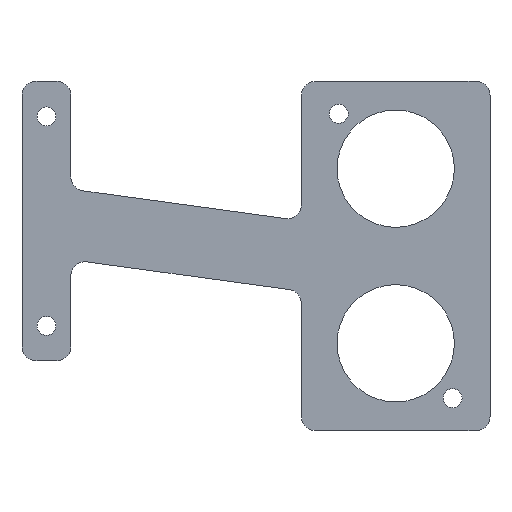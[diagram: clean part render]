
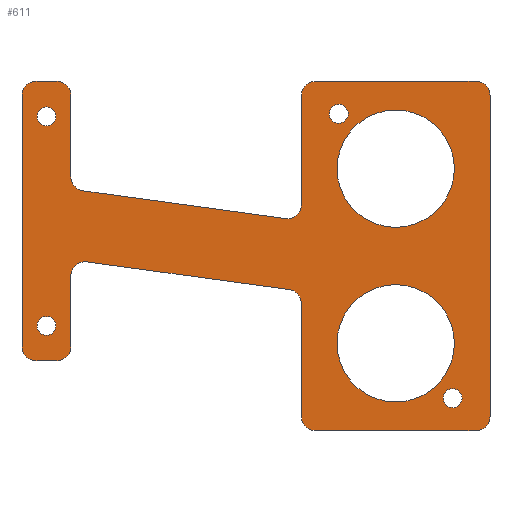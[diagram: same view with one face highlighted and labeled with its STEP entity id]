
A CAD part, front view. The second image highlights one B-rep face of the part: STEP entity #611.
In plain terms, the highlighted planar face has unit normal (0, -1, 0).
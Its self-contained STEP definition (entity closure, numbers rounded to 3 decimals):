
#15=FACE_BOUND('',#76,.T.);
#16=FACE_BOUND('',#77,.T.);
#17=FACE_BOUND('',#78,.T.);
#18=FACE_BOUND('',#79,.T.);
#19=FACE_BOUND('',#80,.T.);
#20=FACE_BOUND('',#81,.T.);
#28=PLANE('',#668);
#43=FACE_OUTER_BOUND('',#75,.T.);
#75=EDGE_LOOP('',(#419,#420,#421,#422,#423,#424,#425,#426,#427,#428,#429,
#430,#431,#432,#433,#434,#435,#436,#437,#438,#439,#440,#441,#442));
#76=EDGE_LOOP('',(#443));
#77=EDGE_LOOP('',(#444));
#78=EDGE_LOOP('',(#445));
#79=EDGE_LOOP('',(#446));
#80=EDGE_LOOP('',(#447));
#81=EDGE_LOOP('',(#448));
#119=LINE('',#936,#173);
#122=LINE('',#942,#176);
#123=LINE('',#946,#177);
#124=LINE('',#950,#178);
#125=LINE('',#954,#179);
#126=LINE('',#958,#180);
#127=LINE('',#962,#181);
#128=LINE('',#966,#182);
#129=LINE('',#970,#183);
#130=LINE('',#974,#184);
#131=LINE('',#978,#185);
#132=LINE('',#982,#186);
#173=VECTOR('',#744,10.);
#176=VECTOR('',#749,10.);
#177=VECTOR('',#752,10.);
#178=VECTOR('',#755,10.);
#179=VECTOR('',#758,10.);
#180=VECTOR('',#761,10.);
#181=VECTOR('',#764,10.);
#182=VECTOR('',#767,10.);
#183=VECTOR('',#770,10.);
#184=VECTOR('',#773,10.);
#185=VECTOR('',#776,10.);
#186=VECTOR('',#779,10.);
#226=CIRCLE('',#666,2.);
#227=CIRCLE('',#669,2.);
#228=CIRCLE('',#670,2.);
#229=CIRCLE('',#671,2.);
#230=CIRCLE('',#672,2.);
#231=CIRCLE('',#673,2.);
#232=CIRCLE('',#674,2.);
#233=CIRCLE('',#675,2.);
#234=CIRCLE('',#676,2.);
#235=CIRCLE('',#677,2.);
#236=CIRCLE('',#678,2.);
#237=CIRCLE('',#679,2.);
#238=CIRCLE('',#680,1.35);
#239=CIRCLE('',#681,1.35);
#240=CIRCLE('',#682,8.4);
#241=CIRCLE('',#683,8.4);
#242=CIRCLE('',#684,1.35);
#243=CIRCLE('',#685,1.35);
#263=VERTEX_POINT('',#929);
#264=VERTEX_POINT('',#931);
#265=VERTEX_POINT('',#935);
#267=VERTEX_POINT('',#941);
#268=VERTEX_POINT('',#943);
#269=VERTEX_POINT('',#945);
#270=VERTEX_POINT('',#947);
#271=VERTEX_POINT('',#949);
#272=VERTEX_POINT('',#951);
#273=VERTEX_POINT('',#953);
#274=VERTEX_POINT('',#955);
#275=VERTEX_POINT('',#957);
#276=VERTEX_POINT('',#959);
#277=VERTEX_POINT('',#961);
#278=VERTEX_POINT('',#963);
#279=VERTEX_POINT('',#965);
#280=VERTEX_POINT('',#967);
#281=VERTEX_POINT('',#969);
#282=VERTEX_POINT('',#971);
#283=VERTEX_POINT('',#973);
#284=VERTEX_POINT('',#975);
#285=VERTEX_POINT('',#977);
#286=VERTEX_POINT('',#979);
#287=VERTEX_POINT('',#981);
#288=VERTEX_POINT('',#984);
#289=VERTEX_POINT('',#986);
#290=VERTEX_POINT('',#988);
#291=VERTEX_POINT('',#990);
#292=VERTEX_POINT('',#992);
#293=VERTEX_POINT('',#994);
#323=EDGE_CURVE('',#263,#264,#226,.T.);
#325=EDGE_CURVE('',#264,#265,#119,.T.);
#328=EDGE_CURVE('',#267,#263,#122,.T.);
#329=EDGE_CURVE('',#268,#267,#227,.T.);
#330=EDGE_CURVE('',#269,#268,#123,.T.);
#331=EDGE_CURVE('',#270,#269,#228,.T.);
#332=EDGE_CURVE('',#271,#270,#124,.T.);
#333=EDGE_CURVE('',#272,#271,#229,.T.);
#334=EDGE_CURVE('',#273,#272,#125,.T.);
#335=EDGE_CURVE('',#274,#273,#230,.T.);
#336=EDGE_CURVE('',#275,#274,#126,.T.);
#337=EDGE_CURVE('',#276,#275,#231,.T.);
#338=EDGE_CURVE('',#277,#276,#127,.T.);
#339=EDGE_CURVE('',#278,#277,#232,.T.);
#340=EDGE_CURVE('',#279,#278,#128,.T.);
#341=EDGE_CURVE('',#280,#279,#233,.T.);
#342=EDGE_CURVE('',#281,#280,#129,.T.);
#343=EDGE_CURVE('',#282,#281,#234,.T.);
#344=EDGE_CURVE('',#283,#282,#130,.T.);
#345=EDGE_CURVE('',#284,#283,#235,.T.);
#346=EDGE_CURVE('',#285,#284,#131,.T.);
#347=EDGE_CURVE('',#286,#285,#236,.T.);
#348=EDGE_CURVE('',#287,#286,#132,.T.);
#349=EDGE_CURVE('',#265,#287,#237,.T.);
#350=EDGE_CURVE('',#288,#288,#238,.T.);
#351=EDGE_CURVE('',#289,#289,#239,.T.);
#352=EDGE_CURVE('',#290,#290,#240,.T.);
#353=EDGE_CURVE('',#291,#291,#241,.T.);
#354=EDGE_CURVE('',#292,#292,#242,.T.);
#355=EDGE_CURVE('',#293,#293,#243,.T.);
#419=ORIENTED_EDGE('',*,*,#323,.F.);
#420=ORIENTED_EDGE('',*,*,#328,.F.);
#421=ORIENTED_EDGE('',*,*,#329,.F.);
#422=ORIENTED_EDGE('',*,*,#330,.F.);
#423=ORIENTED_EDGE('',*,*,#331,.F.);
#424=ORIENTED_EDGE('',*,*,#332,.F.);
#425=ORIENTED_EDGE('',*,*,#333,.F.);
#426=ORIENTED_EDGE('',*,*,#334,.F.);
#427=ORIENTED_EDGE('',*,*,#335,.F.);
#428=ORIENTED_EDGE('',*,*,#336,.F.);
#429=ORIENTED_EDGE('',*,*,#337,.F.);
#430=ORIENTED_EDGE('',*,*,#338,.F.);
#431=ORIENTED_EDGE('',*,*,#339,.F.);
#432=ORIENTED_EDGE('',*,*,#340,.F.);
#433=ORIENTED_EDGE('',*,*,#341,.F.);
#434=ORIENTED_EDGE('',*,*,#342,.F.);
#435=ORIENTED_EDGE('',*,*,#343,.F.);
#436=ORIENTED_EDGE('',*,*,#344,.F.);
#437=ORIENTED_EDGE('',*,*,#345,.F.);
#438=ORIENTED_EDGE('',*,*,#346,.F.);
#439=ORIENTED_EDGE('',*,*,#347,.F.);
#440=ORIENTED_EDGE('',*,*,#348,.F.);
#441=ORIENTED_EDGE('',*,*,#349,.F.);
#442=ORIENTED_EDGE('',*,*,#325,.F.);
#443=ORIENTED_EDGE('',*,*,#350,.F.);
#444=ORIENTED_EDGE('',*,*,#351,.F.);
#445=ORIENTED_EDGE('',*,*,#352,.F.);
#446=ORIENTED_EDGE('',*,*,#353,.F.);
#447=ORIENTED_EDGE('',*,*,#354,.F.);
#448=ORIENTED_EDGE('',*,*,#355,.F.);
#611=ADVANCED_FACE('',(#43,#15,#16,#17,#18,#19,#20),#28,.F.);
#666=AXIS2_PLACEMENT_3D('',#932,#739,#740);
#668=AXIS2_PLACEMENT_3D('',#940,#747,#748);
#669=AXIS2_PLACEMENT_3D('',#944,#750,#751);
#670=AXIS2_PLACEMENT_3D('',#948,#753,#754);
#671=AXIS2_PLACEMENT_3D('',#952,#756,#757);
#672=AXIS2_PLACEMENT_3D('',#956,#759,#760);
#673=AXIS2_PLACEMENT_3D('',#960,#762,#763);
#674=AXIS2_PLACEMENT_3D('',#964,#765,#766);
#675=AXIS2_PLACEMENT_3D('',#968,#768,#769);
#676=AXIS2_PLACEMENT_3D('',#972,#771,#772);
#677=AXIS2_PLACEMENT_3D('',#976,#774,#775);
#678=AXIS2_PLACEMENT_3D('',#980,#777,#778);
#679=AXIS2_PLACEMENT_3D('',#983,#780,#781);
#680=AXIS2_PLACEMENT_3D('',#985,#782,#783);
#681=AXIS2_PLACEMENT_3D('',#987,#784,#785);
#682=AXIS2_PLACEMENT_3D('',#989,#786,#787);
#683=AXIS2_PLACEMENT_3D('',#991,#788,#789);
#684=AXIS2_PLACEMENT_3D('',#993,#790,#791);
#685=AXIS2_PLACEMENT_3D('',#995,#792,#793);
#739=DIRECTION('center_axis',(0.,1.,0.));
#740=DIRECTION('ref_axis',(0.707,0.,-0.707));
#744=DIRECTION('',(-1.,0.,0.));
#747=DIRECTION('center_axis',(0.,1.,0.));
#748=DIRECTION('ref_axis',(0.,0.,1.));
#749=DIRECTION('',(0.,0.,-1.));
#750=DIRECTION('center_axis',(0.,-1.,0.));
#751=DIRECTION('ref_axis',(-0.657,0.,0.754));
#752=DIRECTION('',(-0.991,0.,0.136));
#753=DIRECTION('center_axis',(0.,-1.,0.));
#754=DIRECTION('ref_axis',(0.754,0.,0.657));
#755=DIRECTION('',(0.,0.,1.));
#756=DIRECTION('center_axis',(0.,1.,0.));
#757=DIRECTION('ref_axis',(-0.707,0.,-0.707));
#758=DIRECTION('',(-1.,0.,0.));
#759=DIRECTION('center_axis',(0.,1.,0.));
#760=DIRECTION('ref_axis',(0.707,0.,-0.707));
#761=DIRECTION('',(0.,0.,-1.));
#762=DIRECTION('center_axis',(0.,1.,0.));
#763=DIRECTION('ref_axis',(0.707,0.,0.707));
#764=DIRECTION('',(1.,0.,0.));
#765=DIRECTION('center_axis',(0.,1.,0.));
#766=DIRECTION('ref_axis',(-0.707,0.,0.707));
#767=DIRECTION('',(0.,0.,1.));
#768=DIRECTION('center_axis',(0.,-1.,0.));
#769=DIRECTION('ref_axis',(0.657,0.,-0.754));
#770=DIRECTION('',(0.991,0.,-0.136));
#771=DIRECTION('center_axis',(0.,-1.,0.));
#772=DIRECTION('ref_axis',(-0.754,0.,-0.657));
#773=DIRECTION('',(0.,0.,-1.));
#774=DIRECTION('center_axis',(0.,1.,0.));
#775=DIRECTION('ref_axis',(0.707,0.,0.707));
#776=DIRECTION('',(1.,0.,0.));
#777=DIRECTION('center_axis',(0.,1.,0.));
#778=DIRECTION('ref_axis',(-0.707,0.,0.707));
#779=DIRECTION('',(0.,0.,1.));
#780=DIRECTION('center_axis',(0.,1.,0.));
#781=DIRECTION('ref_axis',(-0.707,0.,-0.707));
#782=DIRECTION('center_axis',(0.,-1.,0.));
#783=DIRECTION('ref_axis',(1.,0.,0.));
#784=DIRECTION('center_axis',(0.,-1.,0.));
#785=DIRECTION('ref_axis',(1.,0.,0.));
#786=DIRECTION('center_axis',(0.,-1.,0.));
#787=DIRECTION('ref_axis',(1.,0.,0.));
#788=DIRECTION('center_axis',(0.,-1.,0.));
#789=DIRECTION('ref_axis',(1.,0.,0.));
#790=DIRECTION('center_axis',(0.,-1.,0.));
#791=DIRECTION('ref_axis',(1.,0.,0.));
#792=DIRECTION('center_axis',(0.,-1.,0.));
#793=DIRECTION('ref_axis',(1.,0.,0.));
#929=CARTESIAN_POINT('',(-33.,0.,-13.));
#931=CARTESIAN_POINT('',(-35.,0.,-15.));
#932=CARTESIAN_POINT('Origin',(-35.,0.,-13.));
#935=CARTESIAN_POINT('',(-38.,0.,-15.));
#936=CARTESIAN_POINT('',(-33.,0.,-15.));
#940=CARTESIAN_POINT('Origin',(-6.5,0.,0.));
#941=CARTESIAN_POINT('',(-33.,0.,-2.819));
#942=CARTESIAN_POINT('',(-33.,0.,25.));
#943=CARTESIAN_POINT('',(-30.729,0.,-0.837));
#944=CARTESIAN_POINT('Origin',(-31.,0.,-2.819));
#945=CARTESIAN_POINT('',(-1.729,0.,-4.81));
#946=CARTESIAN_POINT('',(0.,0.,-5.047));
#947=CARTESIAN_POINT('',(0.,0.,-6.791));
#948=CARTESIAN_POINT('Origin',(-2.,0.,-6.791));
#949=CARTESIAN_POINT('',(0.,0.,-23.));
#950=CARTESIAN_POINT('',(0.,0.,-25.));
#951=CARTESIAN_POINT('',(2.,0.,-25.));
#952=CARTESIAN_POINT('Origin',(2.,0.,-23.));
#953=CARTESIAN_POINT('',(25.,0.,-25.));
#954=CARTESIAN_POINT('',(27.,0.,-25.));
#955=CARTESIAN_POINT('',(27.,0.,-23.));
#956=CARTESIAN_POINT('Origin',(25.,0.,-23.));
#957=CARTESIAN_POINT('',(27.,0.,23.));
#958=CARTESIAN_POINT('',(27.,0.,25.));
#959=CARTESIAN_POINT('',(25.,0.,25.));
#960=CARTESIAN_POINT('Origin',(25.,0.,23.));
#961=CARTESIAN_POINT('',(2.,0.,25.));
#962=CARTESIAN_POINT('',(0.,0.,25.));
#963=CARTESIAN_POINT('',(0.,0.,23.));
#964=CARTESIAN_POINT('Origin',(2.,0.,23.));
#965=CARTESIAN_POINT('',(0.,0.,7.339));
#966=CARTESIAN_POINT('',(0.,0.,-25.));
#967=CARTESIAN_POINT('',(-2.271,0.,5.358));
#968=CARTESIAN_POINT('Origin',(-2.,0.,7.339));
#969=CARTESIAN_POINT('',(-31.271,0.,9.33));
#970=CARTESIAN_POINT('',(-33.,0.,9.567));
#971=CARTESIAN_POINT('',(-33.,0.,11.312));
#972=CARTESIAN_POINT('Origin',(-31.,0.,11.312));
#973=CARTESIAN_POINT('',(-33.,0.,23.));
#974=CARTESIAN_POINT('',(-33.,0.,25.));
#975=CARTESIAN_POINT('',(-35.,0.,25.));
#976=CARTESIAN_POINT('Origin',(-35.,0.,23.));
#977=CARTESIAN_POINT('',(-38.,0.,25.));
#978=CARTESIAN_POINT('',(-40.,0.,25.));
#979=CARTESIAN_POINT('',(-40.,0.,23.));
#980=CARTESIAN_POINT('Origin',(-38.,0.,23.));
#981=CARTESIAN_POINT('',(-40.,0.,-13.));
#982=CARTESIAN_POINT('',(-40.,0.,-15.));
#983=CARTESIAN_POINT('Origin',(-38.,0.,-13.));
#984=CARTESIAN_POINT('',(-37.85,0.,-10.));
#985=CARTESIAN_POINT('Origin',(-36.5,0.,-10.));
#986=CARTESIAN_POINT('',(-37.85,0.,20.));
#987=CARTESIAN_POINT('Origin',(-36.5,0.,20.));
#988=CARTESIAN_POINT('',(5.1,0.,-12.5));
#989=CARTESIAN_POINT('Origin',(13.5,0.,-12.5));
#990=CARTESIAN_POINT('',(5.1,0.,12.5));
#991=CARTESIAN_POINT('Origin',(13.5,0.,12.5));
#992=CARTESIAN_POINT('',(20.3,0.,-20.35));
#993=CARTESIAN_POINT('Origin',(21.65,0.,-20.35));
#994=CARTESIAN_POINT('',(4.,0.,20.35));
#995=CARTESIAN_POINT('Origin',(5.35,0.,20.35));
